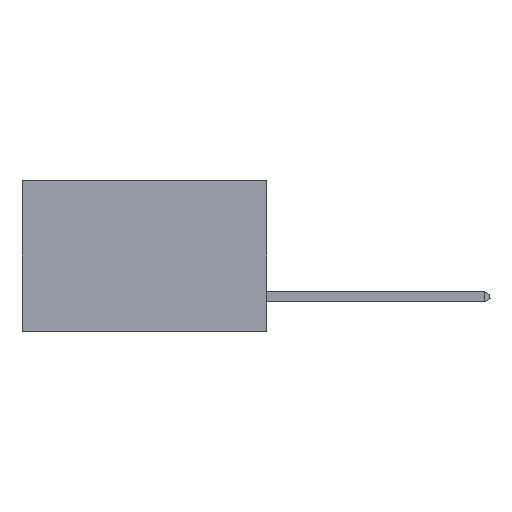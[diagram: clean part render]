
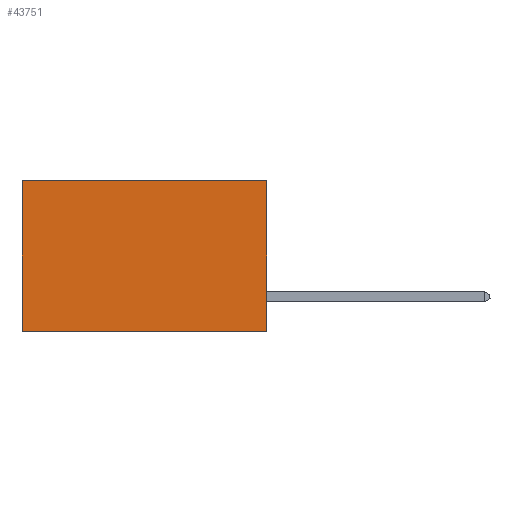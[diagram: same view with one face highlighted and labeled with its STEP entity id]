
A CAD part, left-side view. The second image highlights one B-rep face of the part: STEP entity #43751.
In plain terms, the highlighted planar face has unit normal (-1, 0, 0).
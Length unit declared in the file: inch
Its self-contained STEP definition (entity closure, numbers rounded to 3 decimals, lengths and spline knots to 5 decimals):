
#149 = LINE ( 'NONE', #31184, #9906 ) ;
#969 = ORIENTED_EDGE ( 'NONE', *, *, #34548, .T. ) ;
#1000 = CARTESIAN_POINT ( 'NONE',  ( 0.2875, 0., 0. ) ) ;
#2151 = AXIS2_PLACEMENT_3D ( 'NONE', #29376, #33490, #7639 ) ;
#3439 = VERTEX_POINT ( 'NONE', #12340 ) ;
#4776 = EDGE_LOOP ( 'NONE', ( #969, #36270, #40697, #35811 ) ) ;
#6791 = EDGE_CURVE ( 'NONE', #46829, #40419, #43340, .T. ) ;
#7639 = DIRECTION ( 'NONE',  ( 0., 0., -1. ) ) ;
#7934 = PLANE ( 'NONE',  #2151 ) ;
#9666 = CARTESIAN_POINT ( 'NONE',  ( 0.2875, 0.6, -0.37 ) ) ;
#9906 = VECTOR ( 'NONE', #29584, 39.37008 ) ;
#10029 = VERTEX_POINT ( 'NONE', #47422 ) ;
#12340 = CARTESIAN_POINT ( 'NONE',  ( 0.2875, 0.6, 0. ) ) ;
#15010 = CARTESIAN_POINT ( 'NONE',  ( 0.2875, 0., -0.37 ) ) ;
#15228 = LINE ( 'NONE', #46485, #31301 ) ;
#17964 = LINE ( 'NONE', #1000, #38597 ) ;
#22928 = DIRECTION ( 'NONE',  ( 0., 1., 0. ) ) ;
#23071 = CARTESIAN_POINT ( 'NONE',  ( 0.2875, 0., -0.37 ) ) ;
#23633 = FACE_OUTER_BOUND ( 'NONE', #4776, .T. ) ;
#24069 = DIRECTION ( 'NONE',  ( 0., 1., 0. ) ) ;
#26613 = DIRECTION ( 'NONE',  ( 0., 0., -1. ) ) ;
#29376 = CARTESIAN_POINT ( 'NONE',  ( 0.2875, 0., 0. ) ) ;
#29584 = DIRECTION ( 'NONE',  ( 0., 0., -1. ) ) ;
#31184 = CARTESIAN_POINT ( 'NONE',  ( 0.2875, 0.6, 0. ) ) ;
#31301 = VECTOR ( 'NONE', #24069, 39.37008 ) ;
#33490 = DIRECTION ( 'NONE',  ( 1., 0., 0. ) ) ;
#34548 = EDGE_CURVE ( 'NONE', #3439, #40419, #149, .T. ) ;
#35811 = ORIENTED_EDGE ( 'NONE', *, *, #37732, .T. ) ;
#35899 = VECTOR ( 'NONE', #22928, 39.37008 ) ;
#36270 = ORIENTED_EDGE ( 'NONE', *, *, #6791, .F. ) ;
#37732 = EDGE_CURVE ( 'NONE', #10029, #3439, #15228, .T. ) ;
#38597 = VECTOR ( 'NONE', #26613, 39.37008 ) ;
#39194 = EDGE_CURVE ( 'NONE', #10029, #46829, #17964, .T. ) ;
#40419 = VERTEX_POINT ( 'NONE', #9666 ) ;
#40697 = ORIENTED_EDGE ( 'NONE', *, *, #39194, .F. ) ;
#43340 = LINE ( 'NONE', #23071, #35899 ) ;
#43751 = ADVANCED_FACE ( 'NONE', ( #23633 ), #7934, .F. ) ;
#46485 = CARTESIAN_POINT ( 'NONE',  ( 0.2875, 0., 0. ) ) ;
#46829 = VERTEX_POINT ( 'NONE', #15010 ) ;
#47422 = CARTESIAN_POINT ( 'NONE',  ( 0.2875, 0., 0. ) ) ;
